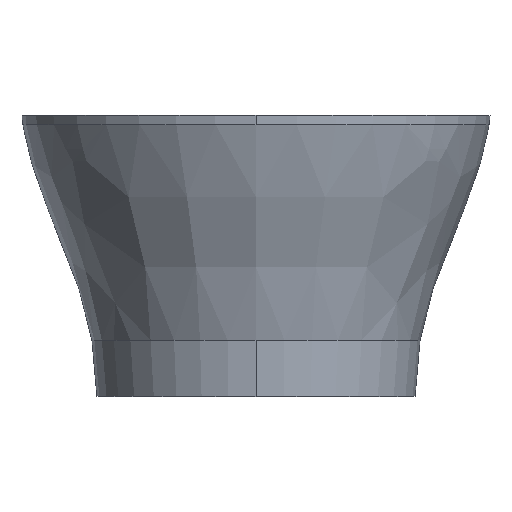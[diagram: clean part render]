
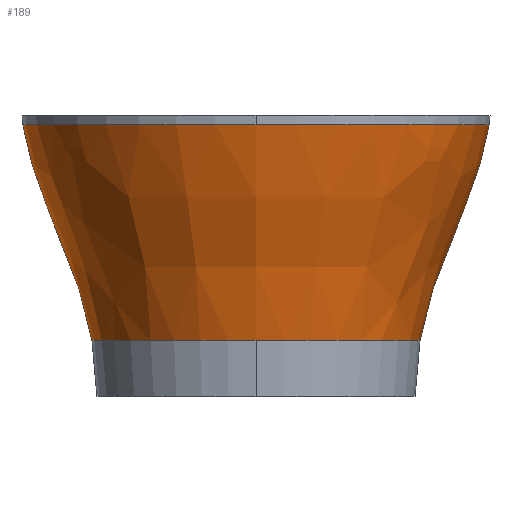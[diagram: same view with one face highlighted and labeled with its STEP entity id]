
A CAD part, top view. The second image highlights one B-rep face of the part: STEP entity #189.
In plain terms, the highlighted free-form (B-spline) face has degree [3, 3] with [4, 4] control points.
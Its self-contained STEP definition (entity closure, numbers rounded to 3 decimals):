
#5 = EDGE_CURVE ( 'NONE', #375, #422, #345, .T. ) ;
#6 = DIRECTION ( 'NONE',  ( 0., 0., -1. ) ) ;
#9 = CIRCLE ( 'NONE', #551, 350.499 ) ;
#39 = DIRECTION ( 'NONE',  ( 0., -1., 0. ) ) ;
#46 = CARTESIAN_POINT ( 'NONE',  ( -376.234, 280.592, 0. ) ) ;
#48 = CARTESIAN_POINT ( 'NONE',  ( -472.733, 420.003, 0. ) ) ;
#50 = CARTESIAN_POINT ( 'NONE',  ( 472.733, 420.003, 0. ) ) ;
#82 = CARTESIAN_POINT ( 'NONE',  ( -498.257, 580.076, 0. ) ) ;
#94 = CARTESIAN_POINT ( 'NONE',  ( -350.499, 120., 0. ) ) ;
#98 = CARTESIAN_POINT ( 'NONE',  ( 376.234, 280.592, 0. ) ) ;
#125 = VERTEX_POINT ( 'NONE', #94 ) ;
#130 = EDGE_CURVE ( 'NONE', #230, #125, #9, .T. ) ;
#131 = CARTESIAN_POINT ( 'NONE',  ( -472.733, 420.003, 0. ) ) ;
#141 = CARTESIAN_POINT ( 'NONE',  ( 0., 580.076, 0. ) ) ;
#142 = DIRECTION ( 'NONE',  ( 0., -1., 0. ) ) ;
#147 = EDGE_CURVE ( 'NONE', #523, #355, #555, .T. ) ;
#153 = CARTESIAN_POINT ( 'NONE',  ( -498.257, 580.076, 0. ) ) ;
#156 = CARTESIAN_POINT ( 'NONE',  ( 376.234, 280.592, 0. ) ) ;
#165 = ORIENTED_EDGE ( 'NONE', *, *, #369, .F. ) ;
#167 = CARTESIAN_POINT ( 'NONE',  ( -498.257, 580.076, 0. ) ) ;
#169 = CARTESIAN_POINT ( 'NONE',  ( 0., 120., 0. ) ) ;
#189 = ADVANCED_FACE ( 'NONE', ( #349 ), #248, .T. ) ;
#195 = CARTESIAN_POINT ( 'NONE',  ( 350.499, 120., 0. ) ) ;
#201 = CARTESIAN_POINT ( 'NONE',  ( -472.733, 420.003, 945.465 ) ) ;
#203 = AXIS2_PLACEMENT_3D ( 'NONE', #484, #142, #340 ) ;
#204 = CARTESIAN_POINT ( 'NONE',  ( 0., 120., 0. ) ) ;
#230 = VERTEX_POINT ( 'NONE', #609 ) ;
#238 = EDGE_CURVE ( 'NONE', #523, #230, #515, .T. ) ;
#248 =( BOUNDED_SURFACE ( )  B_SPLINE_SURFACE ( 3, 3, ( 
 ( #550, #498, #553, #493 ),
 ( #98, #303, #450, #46 ),
 ( #254, #642, #201, #48 ),
 ( #445, #401, #596, #153 ) ),
 .UNSPECIFIED., .F., .F., .T. ) 
 B_SPLINE_SURFACE_WITH_KNOTS ( ( 4, 4 ),
 ( 4, 4 ),
 ( 0., 1. ),
 ( 0., 1. ),
 .UNSPECIFIED. ) 
 GEOMETRIC_REPRESENTATION_ITEM ( )  RATIONAL_B_SPLINE_SURFACE ( (
 ( 1., 0.333, 0.333, 1.),
 ( 1., 0.333, 0.333, 1.),
 ( 1., 0.333, 0.333, 1.),
 ( 1., 0.333, 0.333, 1.) ) ) 
 REPRESENTATION_ITEM ( '' )  SURFACE ( )  );
#254 = CARTESIAN_POINT ( 'NONE',  ( 472.733, 420.003, 0. ) ) ;
#255 = ORIENTED_EDGE ( 'NONE', *, *, #147, .T. ) ;
#289 = ORIENTED_EDGE ( 'NONE', *, *, #5, .T. ) ;
#303 = CARTESIAN_POINT ( 'NONE',  ( 376.234, 280.592, 752.468 ) ) ;
#320 = AXIS2_PLACEMENT_3D ( 'NONE', #141, #39, #343 ) ;
#325 = CARTESIAN_POINT ( 'NONE',  ( 350.499, 120., 0. ) ) ;
#326 = ORIENTED_EDGE ( 'NONE', *, *, #238, .F. ) ;
#330 = CARTESIAN_POINT ( 'NONE',  ( 0., 580.076, 498.257 ) ) ;
#340 = DIRECTION ( 'NONE',  ( 0., 0., -1. ) ) ;
#343 = DIRECTION ( 'NONE',  ( 0., 0., -1. ) ) ;
#345 = CIRCLE ( 'NONE', #203, 498.257 ) ;
#349 = FACE_OUTER_BOUND ( 'NONE', #587, .T. ) ;
#355 = VERTEX_POINT ( 'NONE', #631 ) ;
#369 = EDGE_CURVE ( 'NONE', #125, #422, #528, .T. ) ;
#375 = VERTEX_POINT ( 'NONE', #330 ) ;
#380 = CARTESIAN_POINT ( 'NONE',  ( -350.499, 120., 0. ) ) ;
#392 = EDGE_CURVE ( 'NONE', #355, #375, #599, .T. ) ;
#398 = DIRECTION ( 'NONE',  ( 0., 0., -1. ) ) ;
#401 = CARTESIAN_POINT ( 'NONE',  ( 498.257, 580.076, 996.514 ) ) ;
#422 = VERTEX_POINT ( 'NONE', #167 ) ;
#445 = CARTESIAN_POINT ( 'NONE',  ( 498.257, 580.076, 0. ) ) ;
#449 = CARTESIAN_POINT ( 'NONE',  ( 498.257, 580.076, 0. ) ) ;
#450 = CARTESIAN_POINT ( 'NONE',  ( -376.234, 280.592, 752.468 ) ) ;
#459 = DIRECTION ( 'NONE',  ( 0., -1., 0. ) ) ;
#484 = CARTESIAN_POINT ( 'NONE',  ( 0., 580.076, 0. ) ) ;
#487 = CARTESIAN_POINT ( 'NONE',  ( -376.234, 280.592, 0. ) ) ;
#493 = CARTESIAN_POINT ( 'NONE',  ( -350.499, 120., 0. ) ) ;
#498 = CARTESIAN_POINT ( 'NONE',  ( 350.499, 120., 700.997 ) ) ;
#515 = CIRCLE ( 'NONE', #584, 350.499 ) ;
#523 = VERTEX_POINT ( 'NONE', #325 ) ;
#528 = B_SPLINE_CURVE_WITH_KNOTS ( 'NONE', 3,
 ( #380, #487, #131, #82 ),
 .UNSPECIFIED., .F., .F.,
 ( 4, 4 ),
 ( 0., 1. ),
 .UNSPECIFIED. ) ;
#531 = ORIENTED_EDGE ( 'NONE', *, *, #392, .T. ) ;
#550 = CARTESIAN_POINT ( 'NONE',  ( 350.499, 120., 0. ) ) ;
#551 = AXIS2_PLACEMENT_3D ( 'NONE', #204, #592, #398 ) ;
#553 = CARTESIAN_POINT ( 'NONE',  ( -350.499, 120., 700.997 ) ) ;
#555 = B_SPLINE_CURVE_WITH_KNOTS ( 'NONE', 3,
 ( #195, #156, #50, #449 ),
 .UNSPECIFIED., .F., .F.,
 ( 4, 4 ),
 ( 0., 1. ),
 .UNSPECIFIED. ) ;
#584 = AXIS2_PLACEMENT_3D ( 'NONE', #169, #459, #6 ) ;
#587 = EDGE_LOOP ( 'NONE', ( #165, #601, #326, #255, #531, #289 ) ) ;
#592 = DIRECTION ( 'NONE',  ( 0., -1., 0. ) ) ;
#596 = CARTESIAN_POINT ( 'NONE',  ( -498.257, 580.076, 996.514 ) ) ;
#599 = CIRCLE ( 'NONE', #320, 498.257 ) ;
#601 = ORIENTED_EDGE ( 'NONE', *, *, #130, .F. ) ;
#609 = CARTESIAN_POINT ( 'NONE',  ( 0., 120., 350.499 ) ) ;
#631 = CARTESIAN_POINT ( 'NONE',  ( 498.257, 580.076, 0. ) ) ;
#642 = CARTESIAN_POINT ( 'NONE',  ( 472.733, 420.003, 945.465 ) ) ;
